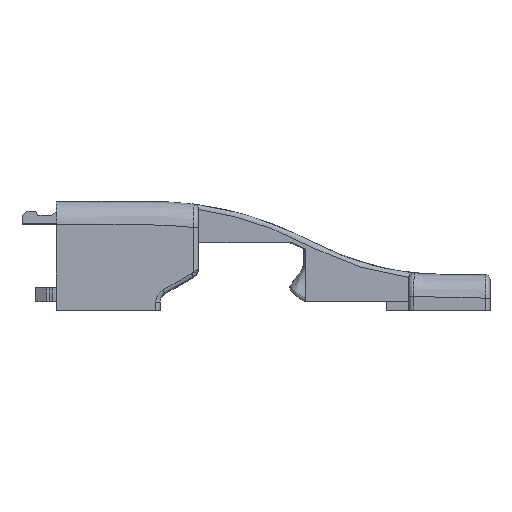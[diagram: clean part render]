
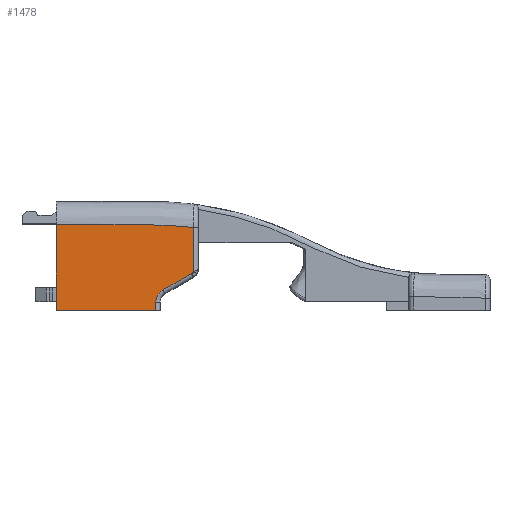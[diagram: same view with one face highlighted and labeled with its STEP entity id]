
A CAD part, top view. The second image highlights one B-rep face of the part: STEP entity #1478.
In plain terms, the highlighted planar face has unit normal (0, 0, 1).
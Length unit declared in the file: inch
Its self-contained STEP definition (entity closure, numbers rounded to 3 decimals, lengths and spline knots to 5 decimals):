
#153 = VECTOR ( 'NONE', #14205, 39.37008 ) ;
#310 = FACE_OUTER_BOUND ( 'NONE', #6360, .T. ) ;
#392 = ORIENTED_EDGE ( 'NONE', *, *, #7339, .T. ) ;
#394 = AXIS2_PLACEMENT_3D ( 'NONE', #4664, #12829, #5975 ) ;
#457 = CARTESIAN_POINT ( 'NONE',  ( -1.388, 0.62002, 0.8395 ) ) ;
#789 = CARTESIAN_POINT ( 'NONE',  ( -0.407, 0.26536, 0.8395 ) ) ;
#1033 = AXIS2_PLACEMENT_3D ( 'NONE', #2218, #2171, #6759 ) ;
#1453 = CARTESIAN_POINT ( 'NONE',  ( -0.665, 0., 0.8395 ) ) ;
#1459 = EDGE_CURVE ( 'NONE', #14937, #3562, #3417, .T. ) ;
#1478 = ADVANCED_FACE ( 'NONE', ( #310 ), #3593, .T. ) ;
#1683 = CARTESIAN_POINT ( 'NONE',  ( -0.615, 0.14527, 0.8395 ) ) ;
#2096 = CARTESIAN_POINT ( 'NONE',  ( -0.392, -0.33, 0.8395 ) ) ;
#2147 = CIRCLE ( 'NONE', #2596, 0.1 ) ;
#2160 = CARTESIAN_POINT ( 'NONE',  ( -0.665, 0.05867, 0.8395 ) ) ;
#2171 = DIRECTION ( 'NONE',  ( 0., 0., 1. ) ) ;
#2218 = CARTESIAN_POINT ( 'NONE',  ( -0.427, 0.3, 0.8395 ) ) ;
#2249 = CARTESIAN_POINT ( 'NONE',  ( -1.22157, 0.62004, 0.8395 ) ) ;
#2304 = DIRECTION ( 'NONE',  ( 1., 0., 0. ) ) ;
#2343 = ORIENTED_EDGE ( 'NONE', *, *, #6004, .F. ) ;
#2345 = CARTESIAN_POINT ( 'NONE',  ( -1.388, -0.33, 0.8395 ) ) ;
#2425 = ORIENTED_EDGE ( 'NONE', *, *, #3716, .T. ) ;
#2596 = AXIS2_PLACEMENT_3D ( 'NONE', #13964, #6950, #2304 ) ;
#3145 = VERTEX_POINT ( 'NONE', #12430 ) ;
#3334 = DIRECTION ( 'NONE',  ( 0., 1., 0. ) ) ;
#3417 = LINE ( 'NONE', #2160, #6010 ) ;
#3426 = B_SPLINE_CURVE_WITH_KNOTS ( 'NONE', 3,
 ( #12529, #12580, #4466, #13763, #6742, #14915, #7935, #4418, #12678, #7050, #2249, #12982 ),
 .UNSPECIFIED., .F., .F.,
 ( 4, 2, 2, 2, 2, 4 ),
 ( 0.05846, 0.06508, 0.06673, 0.06839, 0.0717, 0.08493 ),
 .UNSPECIFIED. ) ;
#3519 = VERTEX_POINT ( 'NONE', #1683 ) ;
#3562 = VERTEX_POINT ( 'NONE', #11547 ) ;
#3575 = DIRECTION ( 'NONE',  ( 0., 1., 0. ) ) ;
#3593 = PLANE ( 'NONE',  #394 ) ;
#3716 = EDGE_CURVE ( 'NONE', #7439, #3145, #12950, .T. ) ;
#3722 = VERTEX_POINT ( 'NONE', #789 ) ;
#3790 = EDGE_CURVE ( 'NONE', #3145, #12502, #3426, .T. ) ;
#4002 = DIRECTION ( 'NONE',  ( 0.866, 0.5, 0. ) ) ;
#4418 = CARTESIAN_POINT ( 'NONE',  ( -0.80548, 0.62003, 0.8395 ) ) ;
#4466 = CARTESIAN_POINT ( 'NONE',  ( -0.55614, 0.61769, 0.8395 ) ) ;
#4553 = LINE ( 'NONE', #2345, #9725 ) ;
#4634 = VERTEX_POINT ( 'NONE', #14404 ) ;
#4664 = CARTESIAN_POINT ( 'NONE',  ( 1.693, -0.33, 0.8395 ) ) ;
#4669 = DIRECTION ( 'NONE',  ( 0., 1., 0. ) ) ;
#5556 = ORIENTED_EDGE ( 'NONE', *, *, #10279, .T. ) ;
#5812 = CIRCLE ( 'NONE', #1033, 0.04 ) ;
#5975 = DIRECTION ( 'NONE',  ( 0., 1., 0. ) ) ;
#6004 = EDGE_CURVE ( 'NONE', #4634, #12502, #4553, .T. ) ;
#6010 = VECTOR ( 'NONE', #4669, 39.37008 ) ;
#6360 = EDGE_LOOP ( 'NONE', ( #13815, #10171, #5556, #392, #6442, #2425, #6624, #2343 ) ) ;
#6442 = ORIENTED_EDGE ( 'NONE', *, *, #11139, .T. ) ;
#6624 = ORIENTED_EDGE ( 'NONE', *, *, #3790, .T. ) ;
#6742 = CARTESIAN_POINT ( 'NONE',  ( -0.68066, 0.61999, 0.8395 ) ) ;
#6759 = DIRECTION ( 'NONE',  ( 1., 0., 0. ) ) ;
#6782 = LINE ( 'NONE', #10718, #153 ) ;
#6950 = DIRECTION ( 'NONE',  ( 0., 0., -1. ) ) ;
#7050 = CARTESIAN_POINT ( 'NONE',  ( -1.05513, 0.62006, 0.8395 ) ) ;
#7339 = EDGE_CURVE ( 'NONE', #3519, #3722, #7734, .T. ) ;
#7439 = VERTEX_POINT ( 'NONE', #10069 ) ;
#7734 = LINE ( 'NONE', #13198, #11187 ) ;
#7827 = EDGE_CURVE ( 'NONE', #14937, #4634, #6782, .T. ) ;
#7935 = CARTESIAN_POINT ( 'NONE',  ( -0.74307, 0.62002, 0.8395 ) ) ;
#9725 = VECTOR ( 'NONE', #3575, 39.37008 ) ;
#10069 = CARTESIAN_POINT ( 'NONE',  ( -0.392, 0.28064, 0.8395 ) ) ;
#10171 = ORIENTED_EDGE ( 'NONE', *, *, #1459, .T. ) ;
#10279 = EDGE_CURVE ( 'NONE', #3562, #3519, #2147, .T. ) ;
#10718 = CARTESIAN_POINT ( 'NONE',  ( 1.693, 0., 0.8395 ) ) ;
#11139 = EDGE_CURVE ( 'NONE', #3722, #7439, #5812, .T. ) ;
#11187 = VECTOR ( 'NONE', #4002, 39.37008 ) ;
#11547 = CARTESIAN_POINT ( 'NONE',  ( -0.665, 0.05867, 0.8395 ) ) ;
#12417 = VECTOR ( 'NONE', #3334, 39.37008 ) ;
#12430 = CARTESIAN_POINT ( 'NONE',  ( -0.392, 0.60045, 0.8395 ) ) ;
#12502 = VERTEX_POINT ( 'NONE', #457 ) ;
#12529 = CARTESIAN_POINT ( 'NONE',  ( -0.392, 0.60045, 0.8395 ) ) ;
#12580 = CARTESIAN_POINT ( 'NONE',  ( -0.47377, 0.61131, 0.8395 ) ) ;
#12678 = CARTESIAN_POINT ( 'NONE',  ( -0.84709, 0.62004, 0.8395 ) ) ;
#12829 = DIRECTION ( 'NONE',  ( 0., 0., 1. ) ) ;
#12950 = LINE ( 'NONE', #2096, #12417 ) ;
#12982 = CARTESIAN_POINT ( 'NONE',  ( -1.388, 0.62002, 0.8395 ) ) ;
#13198 = CARTESIAN_POINT ( 'NONE',  ( -0.407, 0.26536, 0.8395 ) ) ;
#13763 = CARTESIAN_POINT ( 'NONE',  ( -0.65987, 0.61989, 0.8395 ) ) ;
#13815 = ORIENTED_EDGE ( 'NONE', *, *, #7827, .F. ) ;
#13964 = CARTESIAN_POINT ( 'NONE',  ( -0.565, 0.05867, 0.8395 ) ) ;
#14205 = DIRECTION ( 'NONE',  ( -1., 0., 0. ) ) ;
#14404 = CARTESIAN_POINT ( 'NONE',  ( -1.388, 0., 0.8395 ) ) ;
#14915 = CARTESIAN_POINT ( 'NONE',  ( -0.72227, 0.62002, 0.8395 ) ) ;
#14937 = VERTEX_POINT ( 'NONE', #1453 ) ;
